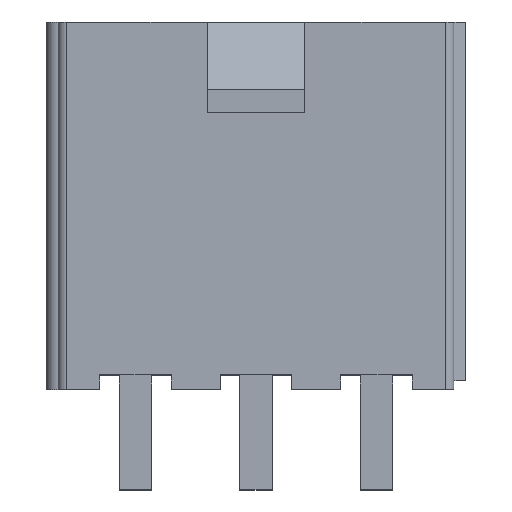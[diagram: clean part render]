
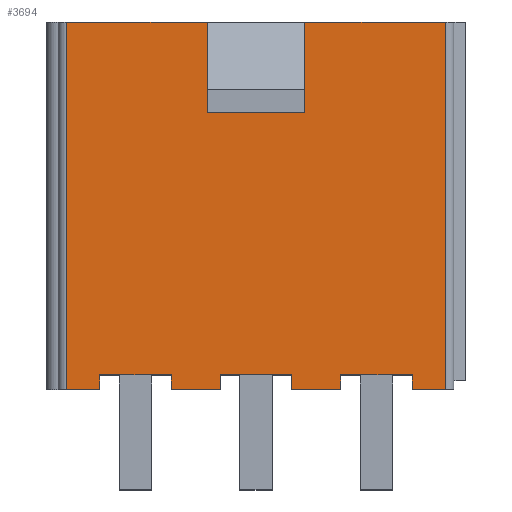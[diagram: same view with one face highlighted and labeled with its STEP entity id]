
A CAD part, top view. The second image highlights one B-rep face of the part: STEP entity #3694.
In plain terms, the highlighted planar face has unit normal (0, 0, 1).
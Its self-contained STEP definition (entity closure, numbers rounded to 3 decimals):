
#62=DIRECTION('',(0.,-1.,0.));
#63=VECTOR('',#62,12.8);
#64=CARTESIAN_POINT('',(6.6,12.8,4.8));
#65=LINE('',#64,#63);
#547=DIRECTION('',(-1.,0.,0.));
#548=VECTOR('',#547,1.15);
#549=CARTESIAN_POINT('',(6.6,0.,4.8));
#550=LINE('',#549,#548);
#551=DIRECTION('',(0.,1.,0.));
#552=VECTOR('',#551,0.5);
#553=CARTESIAN_POINT('',(5.45,0.,4.8));
#554=LINE('',#553,#552);
#555=DIRECTION('',(1.,0.,0.));
#556=VECTOR('',#555,2.5);
#557=CARTESIAN_POINT('',(2.95,0.5,4.8));
#558=LINE('',#557,#556);
#559=DIRECTION('',(0.,1.,0.));
#560=VECTOR('',#559,0.5);
#561=CARTESIAN_POINT('',(2.95,0.,4.8));
#562=LINE('',#561,#560);
#563=DIRECTION('',(-1.,0.,0.));
#564=VECTOR('',#563,1.7);
#565=CARTESIAN_POINT('',(2.95,0.,4.8));
#566=LINE('',#565,#564);
#567=DIRECTION('',(0.,1.,0.));
#568=VECTOR('',#567,0.5);
#569=CARTESIAN_POINT('',(1.25,0.,4.8));
#570=LINE('',#569,#568);
#571=DIRECTION('',(1.,0.,0.));
#572=VECTOR('',#571,2.5);
#573=CARTESIAN_POINT('',(-1.25,0.5,4.8));
#574=LINE('',#573,#572);
#575=DIRECTION('',(0.,1.,0.));
#576=VECTOR('',#575,0.5);
#577=CARTESIAN_POINT('',(-1.25,0.,4.8));
#578=LINE('',#577,#576);
#579=DIRECTION('',(-1.,0.,0.));
#580=VECTOR('',#579,1.7);
#581=CARTESIAN_POINT('',(-1.25,0.,4.8));
#582=LINE('',#581,#580);
#583=DIRECTION('',(0.,1.,0.));
#584=VECTOR('',#583,0.5);
#585=CARTESIAN_POINT('',(-2.95,0.,4.8));
#586=LINE('',#585,#584);
#587=DIRECTION('',(1.,0.,0.));
#588=VECTOR('',#587,2.5);
#589=CARTESIAN_POINT('',(-5.45,0.5,4.8));
#590=LINE('',#589,#588);
#591=DIRECTION('',(0.,1.,0.));
#592=VECTOR('',#591,0.5);
#593=CARTESIAN_POINT('',(-5.45,0.,4.8));
#594=LINE('',#593,#592);
#595=DIRECTION('',(-1.,0.,0.));
#596=VECTOR('',#595,1.15);
#597=CARTESIAN_POINT('',(-5.45,0.,4.8));
#598=LINE('',#597,#596);
#599=DIRECTION('',(0.,-1.,0.));
#600=VECTOR('',#599,3.05);
#601=CARTESIAN_POINT('',(-1.7,12.8,4.8));
#602=LINE('',#601,#600);
#603=DIRECTION('',(-1.,0.,0.));
#604=VECTOR('',#603,3.4);
#605=CARTESIAN_POINT('',(1.7,9.75,4.8));
#606=LINE('',#605,#604);
#607=DIRECTION('',(0.,-1.,0.));
#608=VECTOR('',#607,3.05);
#609=CARTESIAN_POINT('',(1.7,12.8,4.8));
#610=LINE('',#609,#608);
#720=DIRECTION('',(0.,1.,0.));
#721=VECTOR('',#720,12.8);
#722=CARTESIAN_POINT('',(-6.6,0.,4.8));
#723=LINE('',#722,#721);
#849=DIRECTION('',(-1.,0.,0.));
#850=VECTOR('',#849,4.9);
#851=CARTESIAN_POINT('',(6.6,12.8,4.8));
#852=LINE('',#851,#850);
#857=DIRECTION('',(-1.,0.,0.));
#858=VECTOR('',#857,4.9);
#859=CARTESIAN_POINT('',(-1.7,12.8,4.8));
#860=LINE('',#859,#858);
#2327=CARTESIAN_POINT('',(1.7,12.8,4.8));
#2328=CARTESIAN_POINT('',(1.7,9.75,4.8));
#2329=VERTEX_POINT('',#2327);
#2330=VERTEX_POINT('',#2328);
#2331=CARTESIAN_POINT('',(-1.7,12.8,4.8));
#2332=CARTESIAN_POINT('',(-1.7,9.75,4.8));
#2333=VERTEX_POINT('',#2331);
#2334=VERTEX_POINT('',#2332);
#2448=CARTESIAN_POINT('',(-2.95,0.,4.8));
#2450=VERTEX_POINT('',#2448);
#2452=CARTESIAN_POINT('',(-5.45,0.,4.8));
#2454=VERTEX_POINT('',#2452);
#2455=CARTESIAN_POINT('',(-2.95,0.5,4.8));
#2456=VERTEX_POINT('',#2455);
#2457=CARTESIAN_POINT('',(-5.45,0.5,4.8));
#2458=VERTEX_POINT('',#2457);
#2468=CARTESIAN_POINT('',(1.25,0.,4.8));
#2470=VERTEX_POINT('',#2468);
#2472=CARTESIAN_POINT('',(-1.25,0.,4.8));
#2474=VERTEX_POINT('',#2472);
#2475=CARTESIAN_POINT('',(1.25,0.5,4.8));
#2476=VERTEX_POINT('',#2475);
#2477=CARTESIAN_POINT('',(-1.25,0.5,4.8));
#2478=VERTEX_POINT('',#2477);
#2488=CARTESIAN_POINT('',(5.45,0.,4.8));
#2490=VERTEX_POINT('',#2488);
#2492=CARTESIAN_POINT('',(2.95,0.,4.8));
#2494=VERTEX_POINT('',#2492);
#2495=CARTESIAN_POINT('',(5.45,0.5,4.8));
#2496=VERTEX_POINT('',#2495);
#2497=CARTESIAN_POINT('',(2.95,0.5,4.8));
#2498=VERTEX_POINT('',#2497);
#3025=CARTESIAN_POINT('',(6.6,0.,4.8));
#3026=VERTEX_POINT('',#3025);
#3027=CARTESIAN_POINT('',(6.6,12.8,4.8));
#3028=VERTEX_POINT('',#3027);
#3041=CARTESIAN_POINT('',(-6.6,12.8,4.8));
#3042=VERTEX_POINT('',#3041);
#3043=CARTESIAN_POINT('',(-6.6,0.,4.8));
#3044=VERTEX_POINT('',#3043);
#3655=CARTESIAN_POINT('',(6.9,0.,4.8));
#3656=DIRECTION('',(0.,0.,1.));
#3657=DIRECTION('',(0.,1.,0.));
#3658=AXIS2_PLACEMENT_3D('',#3655,#3656,#3657);
#3659=PLANE('',#3658);
#3660=ORIENTED_EDGE('',*,*,#3107,.T.);
#3661=ORIENTED_EDGE('',*,*,#3157,.T.);
#3663=ORIENTED_EDGE('',*,*,#3662,.T.);
#3665=ORIENTED_EDGE('',*,*,#3664,.F.);
#3667=ORIENTED_EDGE('',*,*,#3666,.F.);
#3668=ORIENTED_EDGE('',*,*,#3141,.T.);
#3670=ORIENTED_EDGE('',*,*,#3669,.T.);
#3671=ORIENTED_EDGE('',*,*,#3427,.F.);
#3672=ORIENTED_EDGE('',*,*,#3232,.F.);
#3673=ORIENTED_EDGE('',*,*,#3125,.T.);
#3675=ORIENTED_EDGE('',*,*,#3674,.T.);
#3677=ORIENTED_EDGE('',*,*,#3676,.F.);
#3678=ORIENTED_EDGE('',*,*,#3631,.F.);
#3679=ORIENTED_EDGE('',*,*,#3169,.T.);
#3681=ORIENTED_EDGE('',*,*,#3680,.T.);
#3683=ORIENTED_EDGE('',*,*,#3682,.F.);
#3685=ORIENTED_EDGE('',*,*,#3684,.T.);
#3687=ORIENTED_EDGE('',*,*,#3686,.F.);
#3689=ORIENTED_EDGE('',*,*,#3688,.F.);
#3691=ORIENTED_EDGE('',*,*,#3690,.F.);
#3692=EDGE_LOOP('',(#3660,#3661,#3663,#3665,#3667,#3668,#3670,#3671,#3672,#3673,
#3675,#3677,#3678,#3679,#3681,#3683,#3685,#3687,#3689,#3691));
#3693=FACE_OUTER_BOUND('',#3692,.F.);
#3694=ADVANCED_FACE('',(#3693),#3659,.T.);
#3107=EDGE_CURVE('',#3028,#3026,#65,.T.);
#3125=EDGE_CURVE('',#2474,#2450,#582,.T.);
#3141=EDGE_CURVE('',#2494,#2470,#566,.T.);
#3157=EDGE_CURVE('',#3026,#2490,#550,.T.);
#3169=EDGE_CURVE('',#2454,#3044,#598,.T.);
#3232=EDGE_CURVE('',#2474,#2478,#578,.T.);
#3427=EDGE_CURVE('',#2478,#2476,#574,.T.);
#3631=EDGE_CURVE('',#2454,#2458,#594,.T.);
#3662=EDGE_CURVE('',#2490,#2496,#554,.T.);
#3664=EDGE_CURVE('',#2498,#2496,#558,.T.);
#3666=EDGE_CURVE('',#2494,#2498,#562,.T.);
#3669=EDGE_CURVE('',#2470,#2476,#570,.T.);
#3674=EDGE_CURVE('',#2450,#2456,#586,.T.);
#3676=EDGE_CURVE('',#2458,#2456,#590,.T.);
#3680=EDGE_CURVE('',#3044,#3042,#723,.T.);
#3682=EDGE_CURVE('',#2333,#3042,#860,.T.);
#3684=EDGE_CURVE('',#2333,#2334,#602,.T.);
#3686=EDGE_CURVE('',#2330,#2334,#606,.T.);
#3688=EDGE_CURVE('',#2329,#2330,#610,.T.);
#3690=EDGE_CURVE('',#3028,#2329,#852,.T.);
